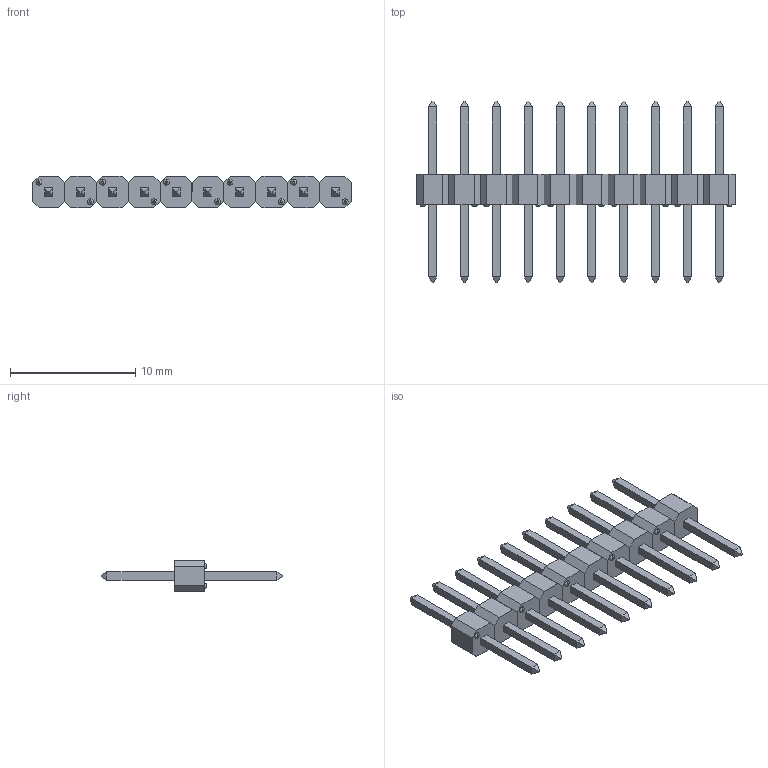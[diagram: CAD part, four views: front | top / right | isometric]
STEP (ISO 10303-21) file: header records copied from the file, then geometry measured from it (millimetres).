
FILE_DESCRIPTION (( 'STEP AP214' ), '1' );
FILE_NAME ('PBC10SABN.STEP', '2018-01-18T21:25:56', ( '' ), ( '' ), 'SwSTEP 2.0', 'SolidWorks 2014', '' );
FILE_SCHEMA (( 'AUTOMOTIVE_DESIGN' ));
Length unit declared in the file: millimetre
Products named in the file (2): 1 row with bump format; PBC10SABN
Assembly tree (10 placements, depth 2):
  PBC10SABN
    1 row with bump format  x10
Bounding box: 25.4 x 14.48 x 2.54 mm (x, y, z)
Volume: 190.2 mm3; surface area: 645.9 mm2
Topology: 30 solids, 30 shells, 330 faces, 700 edges, 440 vertices
Faces by surface type: plane 310, torus 20
Entity records: 1022 total; most frequent: DIRECTION 168, CARTESIAN_POINT 160, ORIENTED_EDGE 140, EDGE_CURVE 70, LINE 64, VECTOR 64, AXIS2_PLACEMENT_3D 52, VERTEX_POINT 44
